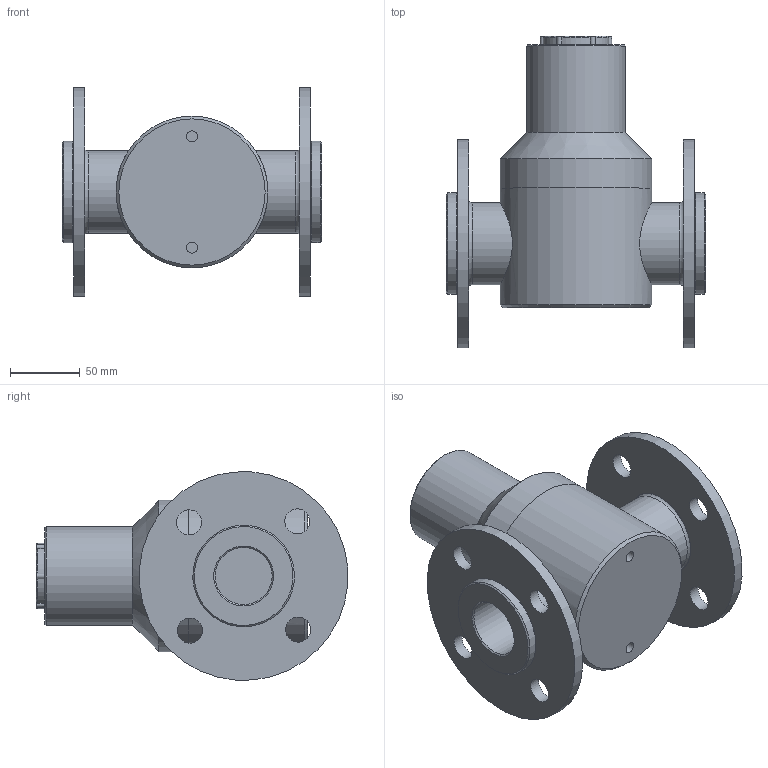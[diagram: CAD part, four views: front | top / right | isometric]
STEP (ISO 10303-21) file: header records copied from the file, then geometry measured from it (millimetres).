
FILE_DESCRIPTION (( 'STEP AP214' ), '1' );
FILE_NAME ('11-2-1104-7X-PN16.STEP', '2019-07-24T11:29:58', ( '' ), ( '' ), 'SwSTEP 2.0', 'SolidWorks 2019', '' );
FILE_SCHEMA (( 'AUTOMOTIVE_DESIGN' ));
Length unit declared in the file: millimetre
Products named in the file (13): 11-2-1104-7X-PN16; PVC Bonnet all size_50mm PVC-304; inch and a half Flange stub - ABS; 1 1-2 PN16 BR; PVC Bonnet all size; 50mm Dust Cap; Body detail - ABS 50; Body detail - ABS 50_50mm or 1 1-2
Assembly tree (7 placements, depth 2):
  11-2-1104-7X-PN16
    Body detail - ABS 50_50mm or 1 1-2
    PVC Bonnet all size_50mm PVC-304
    inch and a half Flange stub - ABS  x2
    50mm Dust Cap
    1 1-2 PN16 BR  x2
  inch and a half Flange stub - ABS
  1 1-2 PN16 BR
  inch and a half Flange stub - ABS
  1 1-2 PN16 BR
Bounding box: 186.01 x 223.67 x 149.54 mm (x, y, z)
Volume: 1631065.3 mm3; surface area: 242629.4 mm2
Topology: 7 solids, 7 shells, 99 faces, 219 edges, 142 vertices
Faces by surface type: cylinder 43, plane 25, torus 14, cone 13, bspline 4
Full cylindrical faces by diameter (mm): 7.938 x2, 18 x8, 35.5 x1, 38 x1, 41 x2, 59.1 x2, 59.2 x2, 61 x2, 61.5 x2, 71 x1, 73 x2, 109 x2, 150 x2
Entity records: 3389 total; most frequent: CARTESIAN_POINT 1411, DIRECTION 346, ORIENTED_EDGE 276, AXIS2_PLACEMENT_3D 166, EDGE_CURVE 138, EDGE_LOOP 124, VERTEX_POINT 106, FACE_OUTER_BOUND 97
